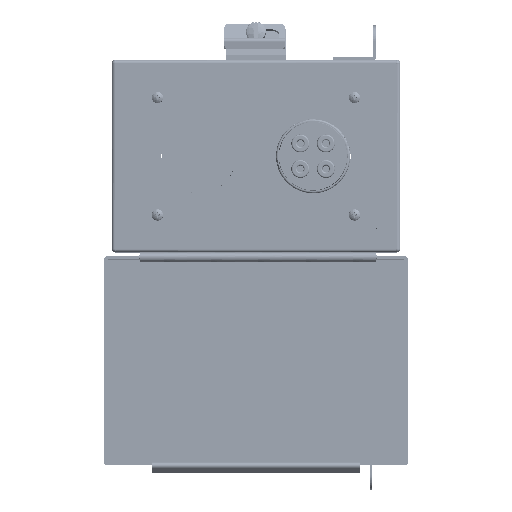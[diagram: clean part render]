
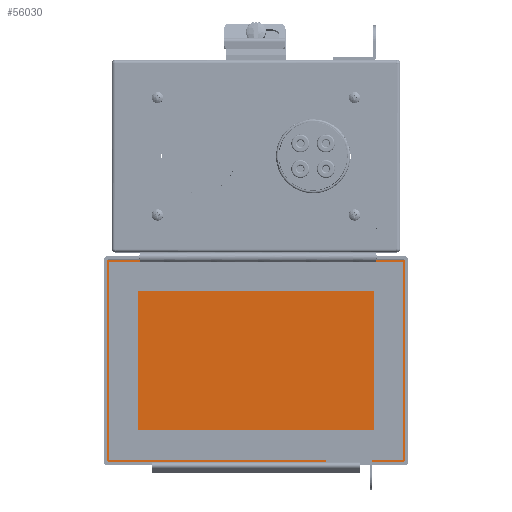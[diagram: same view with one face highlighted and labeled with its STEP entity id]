
A CAD part, top view. The second image highlights one B-rep face of the part: STEP entity #56030.
In plain terms, the highlighted planar face has unit normal (0, 0, 1).
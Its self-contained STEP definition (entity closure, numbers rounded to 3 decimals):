
#514 = AXIS2_PLACEMENT_3D ( 'NONE', #187777, #87160, #41190 ) ;
#722 = LINE ( 'NONE', #27600, #179246 ) ;
#2395 = VERTEX_POINT ( 'NONE', #188895 ) ;
#3560 = CARTESIAN_POINT ( 'NONE',  ( -61.15, -107.95, 22.479 ) ) ;
#10143 = DIRECTION ( 'NONE',  ( 0., 1., 0. ) ) ;
#10928 = CARTESIAN_POINT ( 'NONE',  ( -78.69, -161.29, 22.479 ) ) ;
#10986 = CARTESIAN_POINT ( 'NONE',  ( -78.613, -107.95, 22.479 ) ) ;
#11367 = DIRECTION ( 'NONE',  ( 1., 0., 0. ) ) ;
#13255 = LINE ( 'NONE', #38270, #169746 ) ;
#13913 = VECTOR ( 'NONE', #86976, 1000. ) ;
#14860 = EDGE_CURVE ( 'NONE', #102185, #181523, #159686, .T. ) ;
#15307 = VERTEX_POINT ( 'NONE', #49435 ) ;
#16998 = DIRECTION ( 'NONE',  ( 0., 1., 0. ) ) ;
#17026 = CARTESIAN_POINT ( 'NONE',  ( 0., -54.61, 22.479 ) ) ;
#19373 = VECTOR ( 'NONE', #71315, 1000. ) ;
#21166 = VECTOR ( 'NONE', #139548, 1000. ) ;
#21640 = EDGE_CURVE ( 'NONE', #139473, #108712, #91714, .T. ) ;
#22364 = ORIENTED_EDGE ( 'NONE', *, *, #156318, .T. ) ;
#22980 = EDGE_CURVE ( 'NONE', #93579, #2395, #166175, .T. ) ;
#24525 = ORIENTED_EDGE ( 'NONE', *, *, #153107, .T. ) ;
#24546 = CARTESIAN_POINT ( 'NONE',  ( 78.613, -161.29, 22.479 ) ) ;
#27600 = CARTESIAN_POINT ( 'NONE',  ( 0., -161.29, 22.479 ) ) ;
#29118 = AXIS2_PLACEMENT_3D ( 'NONE', #65875, #67761, #183708 ) ;
#30565 = CARTESIAN_POINT ( 'NONE',  ( 78.613, -160.982, 22.479 ) ) ;
#32138 = CIRCLE ( 'NONE', #53476, 0.317 ) ;
#32717 = CARTESIAN_POINT ( 'NONE',  ( 63.564, -54.61, 22.479 ) ) ;
#38270 = CARTESIAN_POINT ( 'NONE',  ( 0., -160.02, 22.479 ) ) ;
#41190 = DIRECTION ( 'NONE',  ( 0., 1., 0. ) ) ;
#43198 = ORIENTED_EDGE ( 'NONE', *, *, #90475, .T. ) ;
#44127 = EDGE_CURVE ( 'NONE', #93579, #50658, #161669, .T. ) ;
#45620 = DIRECTION ( 'NONE',  ( 0., -1., 0. ) ) ;
#45685 = EDGE_CURVE ( 'NONE', #50658, #15307, #158182, .T. ) ;
#45931 = VECTOR ( 'NONE', #107027, 1000. ) ;
#46567 = CARTESIAN_POINT ( 'NONE',  ( 59.944, -107.95, 22.479 ) ) ;
#46575 = CARTESIAN_POINT ( 'NONE',  ( 63.564, -55.88, 22.479 ) ) ;
#48495 = CARTESIAN_POINT ( 'NONE',  ( 78.373, -161.29, 22.479 ) ) ;
#49360 = CARTESIAN_POINT ( 'NONE',  ( 59.944, -160.02, 22.479 ) ) ;
#49435 = CARTESIAN_POINT ( 'NONE',  ( 78.359, -54.61, 22.479 ) ) ;
#50658 = VERTEX_POINT ( 'NONE', #32717 ) ;
#52274 = LINE ( 'NONE', #10986, #121475 ) ;
#53476 = AXIS2_PLACEMENT_3D ( 'NONE', #142029, #156396, #85488 ) ;
#55621 = EDGE_CURVE ( 'NONE', #181103, #152043, #722, .T. ) ;
#56030 = ADVANCED_FACE ( 'NONE', ( #108888 ), #155796, .T. ) ;
#61915 = ORIENTED_EDGE ( 'NONE', *, *, #125585, .T. ) ;
#62012 = CARTESIAN_POINT ( 'NONE',  ( 63.564, -55.118, 22.479 ) ) ;
#62959 = LINE ( 'NONE', #3560, #185364 ) ;
#64877 = VERTEX_POINT ( 'NONE', #98139 ) ;
#65875 = CARTESIAN_POINT ( 'NONE',  ( -78.676, -54.61, 22.479 ) ) ;
#66242 = AXIS2_PLACEMENT_3D ( 'NONE', #24546, #82980, #10143 ) ;
#66658 = ORIENTED_EDGE ( 'NONE', *, *, #21640, .T. ) ;
#67108 = CARTESIAN_POINT ( 'NONE',  ( 37.084, -161.29, 22.479 ) ) ;
#67761 = DIRECTION ( 'NONE',  ( 0., 0., -1. ) ) ;
#70346 = DIRECTION ( 'NONE',  ( 0., 0., -1. ) ) ;
#71315 = DIRECTION ( 'NONE',  ( 1., 0., 0. ) ) ;
#78358 = VERTEX_POINT ( 'NONE', #141851 ) ;
#78744 = ORIENTED_EDGE ( 'NONE', *, *, #186950, .T. ) ;
#81100 = LINE ( 'NONE', #138609, #21166 ) ;
#82424 = ORIENTED_EDGE ( 'NONE', *, *, #105546, .T. ) ;
#82980 = DIRECTION ( 'NONE',  ( 0., 0., 1. ) ) ;
#85488 = DIRECTION ( 'NONE',  ( 1., 0., 0. ) ) ;
#85588 = CARTESIAN_POINT ( 'NONE',  ( -78.613, -160.982, 22.479 ) ) ;
#86618 = DIRECTION ( 'NONE',  ( 1., 0., 0. ) ) ;
#86724 = EDGE_CURVE ( 'NONE', #153249, #64877, #95955, .T. ) ;
#86976 = DIRECTION ( 'NONE',  ( 0., 1., 0. ) ) ;
#87160 = DIRECTION ( 'NONE',  ( 0., 0., -1. ) ) ;
#87755 = EDGE_CURVE ( 'NONE', #64877, #176027, #112537, .T. ) ;
#87924 = ORIENTED_EDGE ( 'NONE', *, *, #86724, .T. ) ;
#90392 = CIRCLE ( 'NONE', #29118, 0.317 ) ;
#90475 = EDGE_CURVE ( 'NONE', #135368, #181103, #175936, .T. ) ;
#91714 = LINE ( 'NONE', #17026, #45931 ) ;
#93579 = VERTEX_POINT ( 'NONE', #46575 ) ;
#94243 = CARTESIAN_POINT ( 'NONE',  ( 59.944, -161.29, 22.479 ) ) ;
#94302 = CARTESIAN_POINT ( 'NONE',  ( 0., -55.88, 22.479 ) ) ;
#95955 = CIRCLE ( 'NONE', #120278, 0.317 ) ;
#96341 = EDGE_LOOP ( 'NONE', ( #100826, #133423, #24525, #66658, #82424, #22364, #87924, #137156, #61915, #104281, #43198, #163503, #78744, #178168, #163526, #155798 ) ) ;
#97235 = CARTESIAN_POINT ( 'NONE',  ( 0., -161.29, 22.479 ) ) ;
#98014 = EDGE_CURVE ( 'NONE', #173328, #135368, #13255, .T. ) ;
#98139 = CARTESIAN_POINT ( 'NONE',  ( -78.373, -161.29, 22.479 ) ) ;
#99388 = CARTESIAN_POINT ( 'NONE',  ( -78.359, -54.61, 22.479 ) ) ;
#100826 = ORIENTED_EDGE ( 'NONE', *, *, #44127, .F. ) ;
#102185 = VERTEX_POINT ( 'NONE', #30565 ) ;
#103675 = EDGE_CURVE ( 'NONE', #181523, #15307, #32138, .T. ) ;
#104281 = ORIENTED_EDGE ( 'NONE', *, *, #98014, .T. ) ;
#105546 = EDGE_CURVE ( 'NONE', #108712, #78358, #90392, .T. ) ;
#107027 = DIRECTION ( 'NONE',  ( -1., 0., 0. ) ) ;
#108712 = VERTEX_POINT ( 'NONE', #99388 ) ;
#108888 = FACE_OUTER_BOUND ( 'NONE', #96341, .T. ) ;
#110613 = CIRCLE ( 'NONE', #514, 0.317 ) ;
#112537 = LINE ( 'NONE', #97235, #19373 ) ;
#118981 = CARTESIAN_POINT ( 'NONE',  ( 78.613, -54.921, 22.479 ) ) ;
#120278 = AXIS2_PLACEMENT_3D ( 'NONE', #10928, #70346, #86618 ) ;
#121475 = VECTOR ( 'NONE', #142268, 1000. ) ;
#125585 = EDGE_CURVE ( 'NONE', #176027, #173328, #81100, .T. ) ;
#129418 = CARTESIAN_POINT ( 'NONE',  ( 71.025, -54.61, 22.479 ) ) ;
#130922 = DIRECTION ( 'NONE',  ( 0., 1., 0. ) ) ;
#133423 = ORIENTED_EDGE ( 'NONE', *, *, #22980, .T. ) ;
#135368 = VERTEX_POINT ( 'NONE', #49360 ) ;
#137156 = ORIENTED_EDGE ( 'NONE', *, *, #87755, .T. ) ;
#138609 = CARTESIAN_POINT ( 'NONE',  ( 37.084, -107.95, 22.479 ) ) ;
#139473 = VERTEX_POINT ( 'NONE', #147780 ) ;
#139548 = DIRECTION ( 'NONE',  ( 0., 1., 0. ) ) ;
#141851 = CARTESIAN_POINT ( 'NONE',  ( -78.613, -54.921, 22.479 ) ) ;
#142029 = CARTESIAN_POINT ( 'NONE',  ( 78.677, -54.61, 22.479 ) ) ;
#142268 = DIRECTION ( 'NONE',  ( 0., -1., 0. ) ) ;
#147780 = CARTESIAN_POINT ( 'NONE',  ( -61.15, -54.61, 22.479 ) ) ;
#149976 = VECTOR ( 'NONE', #169941, 1000. ) ;
#152043 = VERTEX_POINT ( 'NONE', #48495 ) ;
#153107 = EDGE_CURVE ( 'NONE', #2395, #139473, #62959, .T. ) ;
#153249 = VERTEX_POINT ( 'NONE', #85588 ) ;
#155796 = PLANE ( 'NONE',  #66242 ) ;
#155798 = ORIENTED_EDGE ( 'NONE', *, *, #45685, .F. ) ;
#156302 = DIRECTION ( 'NONE',  ( 1., 0., 0. ) ) ;
#156318 = EDGE_CURVE ( 'NONE', #78358, #153249, #52274, .T. ) ;
#156396 = DIRECTION ( 'NONE',  ( 0., 0., -1. ) ) ;
#157184 = VECTOR ( 'NONE', #156302, 1000. ) ;
#158182 = LINE ( 'NONE', #129418, #157184 ) ;
#159686 = LINE ( 'NONE', #187523, #167784 ) ;
#160735 = DIRECTION ( 'NONE',  ( 1., 0., 0. ) ) ;
#161669 = LINE ( 'NONE', #62012, #13913 ) ;
#163503 = ORIENTED_EDGE ( 'NONE', *, *, #55621, .T. ) ;
#163526 = ORIENTED_EDGE ( 'NONE', *, *, #103675, .T. ) ;
#166175 = LINE ( 'NONE', #94302, #149976 ) ;
#167784 = VECTOR ( 'NONE', #130922, 1000. ) ;
#169746 = VECTOR ( 'NONE', #11367, 1000. ) ;
#169941 = DIRECTION ( 'NONE',  ( -1., 0., 0. ) ) ;
#173328 = VERTEX_POINT ( 'NONE', #181976 ) ;
#175936 = LINE ( 'NONE', #46567, #184859 ) ;
#176027 = VERTEX_POINT ( 'NONE', #67108 ) ;
#178168 = ORIENTED_EDGE ( 'NONE', *, *, #14860, .T. ) ;
#179246 = VECTOR ( 'NONE', #160735, 1000. ) ;
#181103 = VERTEX_POINT ( 'NONE', #94243 ) ;
#181523 = VERTEX_POINT ( 'NONE', #118981 ) ;
#181976 = CARTESIAN_POINT ( 'NONE',  ( 37.084, -160.02, 22.479 ) ) ;
#183708 = DIRECTION ( 'NONE',  ( -1., 0., 0. ) ) ;
#184859 = VECTOR ( 'NONE', #45620, 1000. ) ;
#185364 = VECTOR ( 'NONE', #16998, 1000. ) ;
#186950 = EDGE_CURVE ( 'NONE', #152043, #102185, #110613, .T. ) ;
#187523 = CARTESIAN_POINT ( 'NONE',  ( 78.613, -107.95, 22.479 ) ) ;
#187777 = CARTESIAN_POINT ( 'NONE',  ( 78.69, -161.29, 22.479 ) ) ;
#188895 = CARTESIAN_POINT ( 'NONE',  ( -61.15, -55.88, 22.479 ) ) ;
